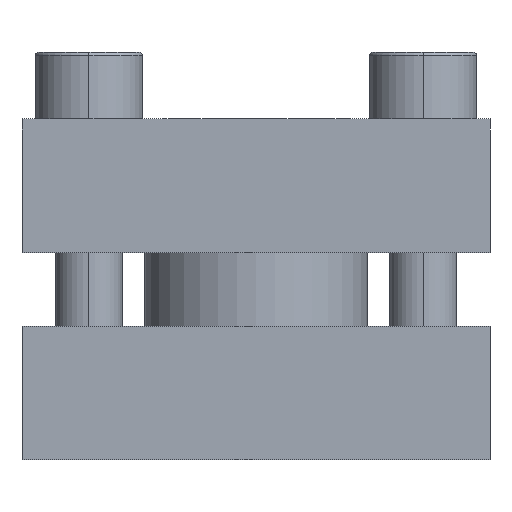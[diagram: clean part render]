
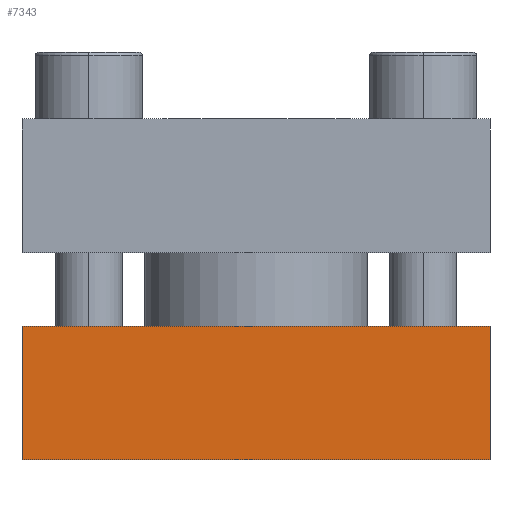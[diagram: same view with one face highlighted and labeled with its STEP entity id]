
A CAD part, front view. The second image highlights one B-rep face of the part: STEP entity #7343.
In plain terms, the highlighted face is planar.
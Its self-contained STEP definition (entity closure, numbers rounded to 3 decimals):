
#115 = DIRECTION ( 'NONE',  ( 0., 0., -1. ) ) ;
#148 = CARTESIAN_POINT ( 'NONE',  ( 185., 20., 35. ) ) ;
#175 = LINE ( 'NONE', #148, #2167 ) ;
#187 = VERTEX_POINT ( 'NONE', #4076 ) ;
#395 = CARTESIAN_POINT ( 'NONE',  ( 185., 20., -35. ) ) ;
#506 = VERTEX_POINT ( 'NONE', #395 ) ;
#670 = LINE ( 'NONE', #2971, #5055 ) ;
#898 = EDGE_CURVE ( 'NONE', #7254, #2230, #175, .T. ) ;
#1308 = DIRECTION ( 'NONE',  ( 0., -1., 0. ) ) ;
#1718 = LINE ( 'NONE', #3946, #2602 ) ;
#2152 = DIRECTION ( 'NONE',  ( -1., 0., 0. ) ) ;
#2167 = VECTOR ( 'NONE', #1308, 1000. ) ;
#2230 = VERTEX_POINT ( 'NONE', #4214 ) ;
#2244 = PLANE ( 'NONE',  #4539 ) ;
#2602 = VECTOR ( 'NONE', #7315, 1000. ) ;
#2795 = DIRECTION ( 'NONE',  ( 0., 0., 1. ) ) ;
#2971 = CARTESIAN_POINT ( 'NONE',  ( 185., 20., 35. ) ) ;
#3109 = CARTESIAN_POINT ( 'NONE',  ( 185., 20., -35. ) ) ;
#3110 = ORIENTED_EDGE ( 'NONE', *, *, #898, .T. ) ;
#3333 = FACE_OUTER_BOUND ( 'NONE', #7063, .T. ) ;
#3468 = ORIENTED_EDGE ( 'NONE', *, *, #4809, .F. ) ;
#3946 = CARTESIAN_POINT ( 'NONE',  ( 185., 0., 35. ) ) ;
#4076 = CARTESIAN_POINT ( 'NONE',  ( 185., 0., -35. ) ) ;
#4214 = CARTESIAN_POINT ( 'NONE',  ( 185., 0., 35. ) ) ;
#4350 = EDGE_CURVE ( 'NONE', #7254, #506, #670, .T. ) ;
#4539 = AXIS2_PLACEMENT_3D ( 'NONE', #7222, #2152, #2795 ) ;
#4756 = LINE ( 'NONE', #3109, #6359 ) ;
#4809 = EDGE_CURVE ( 'NONE', #506, #187, #4756, .T. ) ;
#4824 = DIRECTION ( 'NONE',  ( 0., -1., 0. ) ) ;
#5055 = VECTOR ( 'NONE', #115, 1000. ) ;
#5955 = ORIENTED_EDGE ( 'NONE', *, *, #4350, .F. ) ;
#6038 = ORIENTED_EDGE ( 'NONE', *, *, #6203, .T. ) ;
#6203 = EDGE_CURVE ( 'NONE', #2230, #187, #1718, .T. ) ;
#6359 = VECTOR ( 'NONE', #4824, 1000. ) ;
#6477 = CARTESIAN_POINT ( 'NONE',  ( 185., 20., 35. ) ) ;
#7063 = EDGE_LOOP ( 'NONE', ( #6038, #3468, #5955, #3110 ) ) ;
#7222 = CARTESIAN_POINT ( 'NONE',  ( 185., 20., 35. ) ) ;
#7254 = VERTEX_POINT ( 'NONE', #6477 ) ;
#7315 = DIRECTION ( 'NONE',  ( 0., 0., -1. ) ) ;
#7343 = ADVANCED_FACE ( 'NONE', ( #3333 ), #2244, .F. ) ;
